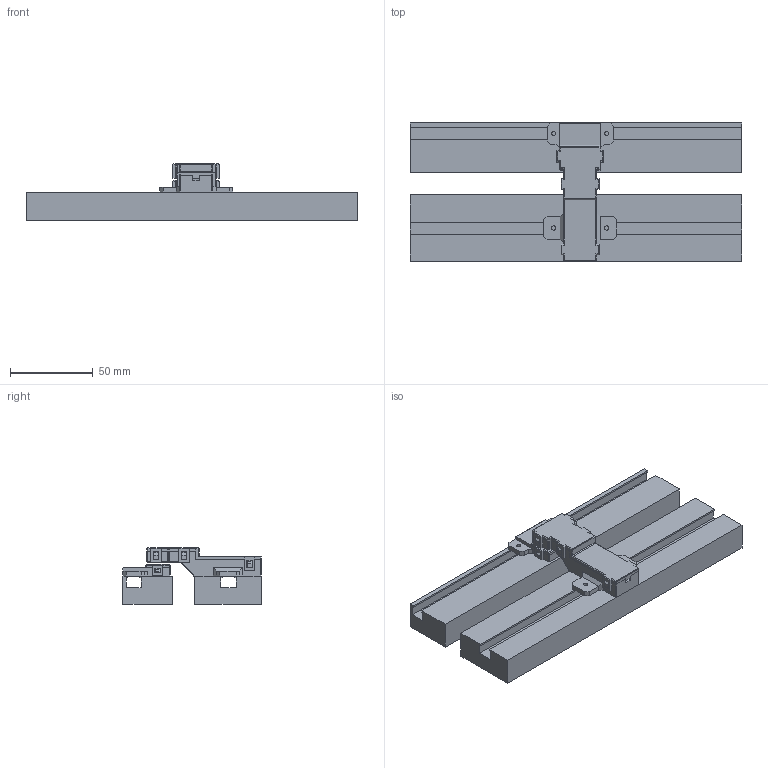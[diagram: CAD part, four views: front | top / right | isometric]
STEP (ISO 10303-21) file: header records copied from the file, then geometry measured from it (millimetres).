
FILE_DESCRIPTION(/* description */ (''),/* implementation_level */ '2;1');
FILE_NAME(/* name */ 'window_contacts.step',/* time_stamp */ '2025-06-23T19:57:45+02:00',/* author */ (''),/* organization */ (''),/* preprocessor_version */ 'ST-DEVELOPER v20',/* originating_system */ 'Autodesk Translation Framework v13.20.0.188',/* authorisation */ '');
FILE_SCHEMA (('AUTOMOTIVE_DESIGN { 1 0 10303 214 3 1 1 }'));
Length unit declared in the file: millimetre
Products named in the file (7): Schienen Dachfenster; Dachfenster Sensor; Unten; Oben; Dachfenster Magnet; Unten_1; Oben_1
Assembly tree (6 placements, depth 3):
  Schienen Dachfenster
    Dachfenster Sensor
      Unten
      Oben
    Dachfenster Magnet
      Unten_1
      Oben_1
Bounding box: 200 x 83.5 x 34 mm (x, y, z)
Volume: 231933.5 mm3; surface area: 65209.7 mm2
Topology: 6 solids, 6 shells, 361 faces, 892 edges, 554 vertices
Faces by surface type: plane 350, cylinder 7, bspline 4
Full cylindrical faces by diameter (mm): 2.5 x2, 2.529 x4, 11 x1
Entity records: 10631 total; most frequent: CARTESIAN_POINT 1936, ORIENTED_EDGE 1784, DIRECTION 1638, EDGE_CURVE 892, LINE 870, VECTOR 870, VERTEX_POINT 554, EDGE_LOOP 396
